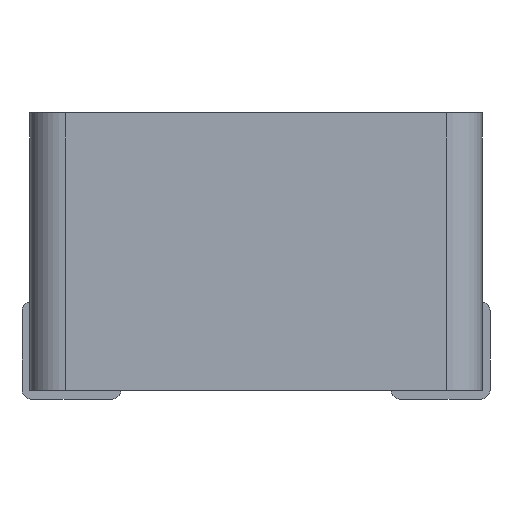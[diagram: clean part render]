
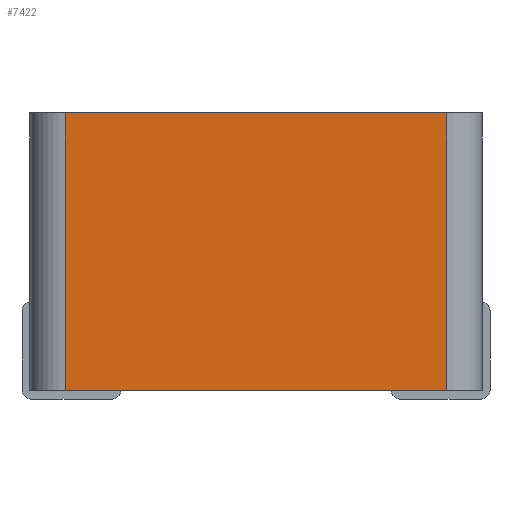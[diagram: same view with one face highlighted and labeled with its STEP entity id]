
A CAD part, front view. The second image highlights one B-rep face of the part: STEP entity #7422.
In plain terms, the highlighted planar face has unit normal (0, -1, 0).
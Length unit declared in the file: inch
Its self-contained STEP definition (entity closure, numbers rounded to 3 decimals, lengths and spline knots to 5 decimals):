
#8 = DIRECTION ( 'NONE',  ( 0., 0., 1. ) ) ;
#182 = CARTESIAN_POINT ( 'NONE',  ( -0.02, -0.256, 0.157 ) ) ;
#698 = FACE_OUTER_BOUND ( 'NONE', #7564, .T. ) ;
#766 = CARTESIAN_POINT ( 'NONE',  ( -0.236, -0.256, 0.157 ) ) ;
#935 = DIRECTION ( 'NONE',  ( 0., 0., -1. ) ) ;
#1000 = CARTESIAN_POINT ( 'NONE',  ( -0.236, -0.256, 0. ) ) ;
#1036 = CARTESIAN_POINT ( 'NONE',  ( -0.236, -0.256, 0.157 ) ) ;
#1364 = ORIENTED_EDGE ( 'NONE', *, *, #7686, .F. ) ;
#1457 = ORIENTED_EDGE ( 'NONE', *, *, #4276, .F. ) ;
#1502 = LINE ( 'NONE', #6014, #5686 ) ;
#1907 = CARTESIAN_POINT ( 'NONE',  ( -0.236, -0.256, 0.157 ) ) ;
#2019 = DIRECTION ( 'NONE',  ( 0., 1., 0. ) ) ;
#2022 = CARTESIAN_POINT ( 'NONE',  ( -0.236, -0.256, 0. ) ) ;
#2037 = CARTESIAN_POINT ( 'NONE',  ( -0.02, -0.256, 0. ) ) ;
#2050 = DIRECTION ( 'NONE',  ( -1., 0., 0. ) ) ;
#2184 = EDGE_CURVE ( 'NONE', #3519, #4540, #6563, .T. ) ;
#2819 = DIRECTION ( 'NONE',  ( 1., 0., 0. ) ) ;
#2887 = ORIENTED_EDGE ( 'NONE', *, *, #7671, .F. ) ;
#3519 = VERTEX_POINT ( 'NONE', #1000 ) ;
#3856 = DIRECTION ( 'NONE',  ( 0., 0., 1. ) ) ;
#4276 = EDGE_CURVE ( 'NONE', #4540, #7779, #5812, .T. ) ;
#4540 = VERTEX_POINT ( 'NONE', #1036 ) ;
#4658 = CARTESIAN_POINT ( 'NONE',  ( -0.02, -0.256, 0.157 ) ) ;
#4781 = VERTEX_POINT ( 'NONE', #2037 ) ;
#5179 = VECTOR ( 'NONE', #2050, 39.37008 ) ;
#5382 = AXIS2_PLACEMENT_3D ( 'NONE', #1907, #2019, #3856 ) ;
#5663 = VECTOR ( 'NONE', #8, 39.37008 ) ;
#5686 = VECTOR ( 'NONE', #935, 39.37008 ) ;
#5812 = LINE ( 'NONE', #4658, #7753 ) ;
#6014 = CARTESIAN_POINT ( 'NONE',  ( -0.02, -0.256, 0.157 ) ) ;
#6563 = LINE ( 'NONE', #766, #5663 ) ;
#6921 = ORIENTED_EDGE ( 'NONE', *, *, #2184, .F. ) ;
#7044 = PLANE ( 'NONE',  #5382 ) ;
#7422 = ADVANCED_FACE ( 'NONE', ( #698 ), #7044, .F. ) ;
#7564 = EDGE_LOOP ( 'NONE', ( #2887, #1457, #6921, #1364 ) ) ;
#7671 = EDGE_CURVE ( 'NONE', #7779, #4781, #1502, .T. ) ;
#7686 = EDGE_CURVE ( 'NONE', #4781, #3519, #7715, .T. ) ;
#7715 = LINE ( 'NONE', #2022, #5179 ) ;
#7753 = VECTOR ( 'NONE', #2819, 39.37008 ) ;
#7779 = VERTEX_POINT ( 'NONE', #182 ) ;
